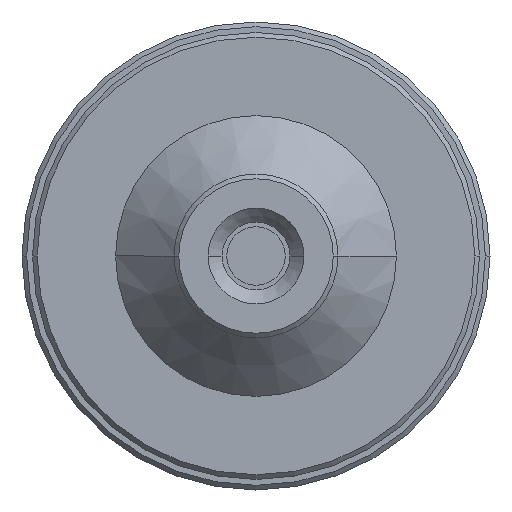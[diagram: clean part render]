
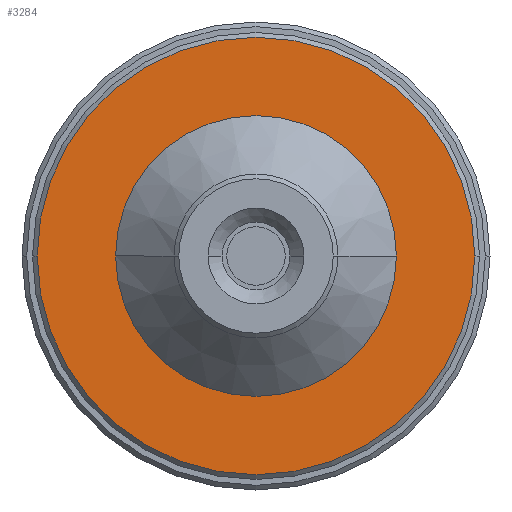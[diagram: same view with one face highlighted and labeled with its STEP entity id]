
A CAD part, left-side view. The second image highlights one B-rep face of the part: STEP entity #3284.
In plain terms, the highlighted planar face has unit normal (-1, 0, 0).
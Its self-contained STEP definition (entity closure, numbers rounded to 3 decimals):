
#53 = DIRECTION ( 'NONE',  ( 0., -1., 0. ) ) ;
#156 = CARTESIAN_POINT ( 'NONE',  ( -17.02, 6., 0. ) ) ;
#168 = AXIS2_PLACEMENT_3D ( 'NONE', #1862, #516, #1898 ) ;
#249 = DIRECTION ( 'NONE',  ( 0., -1., 0. ) ) ;
#307 = VERTEX_POINT ( 'NONE', #1030 ) ;
#407 = EDGE_CURVE ( 'NONE', #3604, #307, #1578, .T. ) ;
#516 = DIRECTION ( 'NONE',  ( -1., 0., 0. ) ) ;
#652 = DIRECTION ( 'NONE',  ( -1., 0., 0. ) ) ;
#655 = CARTESIAN_POINT ( 'NONE',  ( -17.02, 0., 0. ) ) ;
#709 = DIRECTION ( 'NONE',  ( -1., 0., 0. ) ) ;
#736 = AXIS2_PLACEMENT_3D ( 'NONE', #655, #709, #1796 ) ;
#943 = EDGE_CURVE ( 'NONE', #3327, #2998, #3424, .T. ) ;
#1030 = CARTESIAN_POINT ( 'NONE',  ( -17.02, 9.35, 0. ) ) ;
#1273 = CARTESIAN_POINT ( 'NONE',  ( -17.02, -9.35, 0. ) ) ;
#1289 = DIRECTION ( 'NONE',  ( 0., -1., 0. ) ) ;
#1290 = EDGE_CURVE ( 'NONE', #307, #3604, #1920, .T. ) ;
#1457 = CIRCLE ( 'NONE', #2949, 6. ) ;
#1467 = EDGE_LOOP ( 'NONE', ( #1811, #2136 ) ) ;
#1578 = CIRCLE ( 'NONE', #168, 9.35 ) ;
#1686 = CARTESIAN_POINT ( 'NONE',  ( -17.02, 0., 0. ) ) ;
#1749 = AXIS2_PLACEMENT_3D ( 'NONE', #1686, #1963, #249 ) ;
#1796 = DIRECTION ( 'NONE',  ( 0., -1., 0. ) ) ;
#1811 = ORIENTED_EDGE ( 'NONE', *, *, #943, .F. ) ;
#1862 = CARTESIAN_POINT ( 'NONE',  ( -17.02, 0., 0. ) ) ;
#1898 = DIRECTION ( 'NONE',  ( 0., -1., 0. ) ) ;
#1920 = CIRCLE ( 'NONE', #1749, 9.35 ) ;
#1939 = ORIENTED_EDGE ( 'NONE', *, *, #407, .T. ) ;
#1963 = DIRECTION ( 'NONE',  ( -1., 0., 0. ) ) ;
#2027 = CARTESIAN_POINT ( 'NONE',  ( -17.02, 0., 0. ) ) ;
#2125 = FACE_OUTER_BOUND ( 'NONE', #3012, .T. ) ;
#2136 = ORIENTED_EDGE ( 'NONE', *, *, #2345, .F. ) ;
#2345 = EDGE_CURVE ( 'NONE', #2998, #3327, #1457, .T. ) ;
#2681 = FACE_BOUND ( 'NONE', #1467, .T. ) ;
#2949 = AXIS2_PLACEMENT_3D ( 'NONE', #2027, #3098, #53 ) ;
#2998 = VERTEX_POINT ( 'NONE', #156 ) ;
#3012 = EDGE_LOOP ( 'NONE', ( #3472, #1939 ) ) ;
#3098 = DIRECTION ( 'NONE',  ( -1., 0., 0. ) ) ;
#3196 = CARTESIAN_POINT ( 'NONE',  ( -17.02, -9.35, 0. ) ) ;
#3205 = PLANE ( 'NONE',  #3679 ) ;
#3284 = ADVANCED_FACE ( 'NONE', ( #2125, #2681 ), #3205, .T. ) ;
#3327 = VERTEX_POINT ( 'NONE', #3491 ) ;
#3424 = CIRCLE ( 'NONE', #736, 6. ) ;
#3472 = ORIENTED_EDGE ( 'NONE', *, *, #1290, .T. ) ;
#3491 = CARTESIAN_POINT ( 'NONE',  ( -17.02, -6., 0. ) ) ;
#3604 = VERTEX_POINT ( 'NONE', #3196 ) ;
#3679 = AXIS2_PLACEMENT_3D ( 'NONE', #1273, #652, #1289 ) ;
